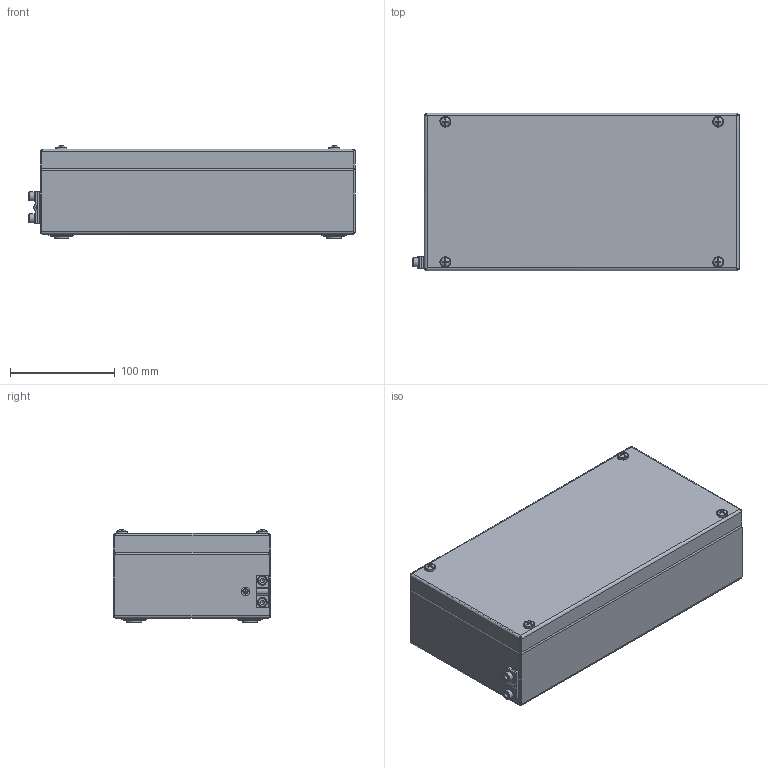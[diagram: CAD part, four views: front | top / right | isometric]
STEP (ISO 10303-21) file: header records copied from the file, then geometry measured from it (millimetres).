
FILE_DESCRIPTION (( 'STEP AP214' ), '1' );
FILE_NAME ('34301508.STEP', '2017-12-12T12:51:48', ( 'Macha' ), ( 'Hewlett-Packard Company' ), 'SwSTEP 2.0', 'SolidWorks 2017', '' );
FILE_SCHEMA (( 'AUTOMOTIVE_DESIGN' ));
Length unit declared in the file: millimetre
Products named in the file (18): 95947; 92684; 56823_Ex; 41070; 93238; 83015; 95498; 42405_Ex; 56806_Ex; 94753; 92081; 93344; 93379; 42108; 86003_Bl.1,25; 42421_Ex; 34301508; 82410_37301508
Assembly tree (37 placements, depth 3):
  34301508
    56806_Ex
      42421_Ex
      86003_Bl.1,25  x4
      42108  x2
      94753  x4
    56823_Ex
      42405_Ex
      82410_37301508
      41070  x4
      93344  x4
      93379
    92684
    86003_Bl.1,25  x2
    95947
    95498
    93238  x2
    83015  x2
    92081  x4
Bounding box: 311 x 150 x 88.37 mm (x, y, z)
Volume: 327218.5 mm3; surface area: 431610.6 mm2
Topology: 35 solids, 35 shells, 910 faces, 1947 edges, 1170 vertices
Faces by surface type: plane 439, cylinder 269, bspline 92, cone 56, torus 30, sphere 24
Full cylindrical faces by diameter (mm): 1.9 x1, 4.2 x10, 4.7 x4, 5 x20, 5.9 x6, 6 x1, 6.5 x4, 7 x18, 8 x12, 8.5 x6, 9 x6, 10 x10, 10.4 x4, 12 x1, 14 x4
Entity records: 18141 total; most frequent: CARTESIAN_POINT 5710, DIRECTION 2285, ORIENTED_EDGE 2256, EDGE_CURVE 1128, AXIS2_PLACEMENT_3D 824, VERTEX_POINT 691, EDGE_LOOP 687, VECTOR 637
